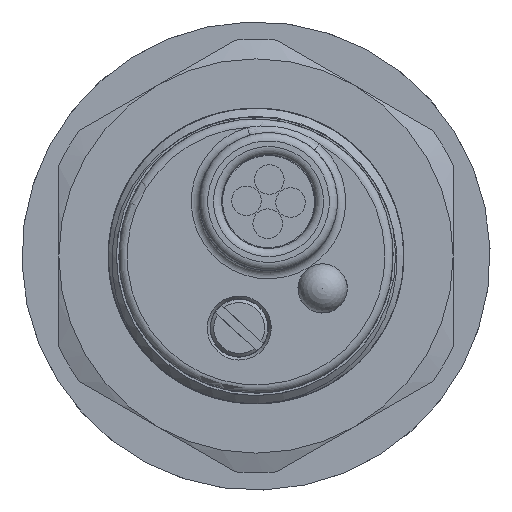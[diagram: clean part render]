
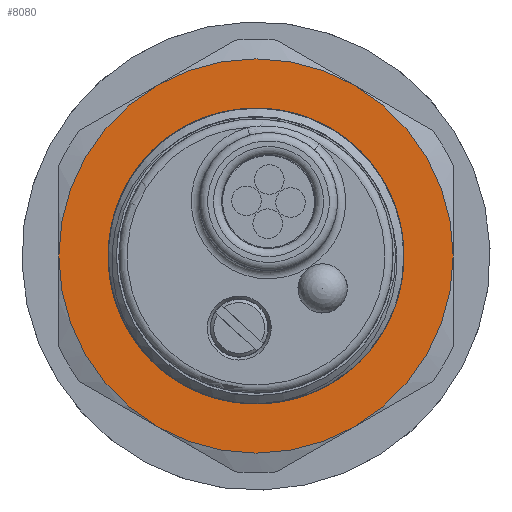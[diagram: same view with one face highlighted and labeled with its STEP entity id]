
A CAD part, front view. The second image highlights one B-rep face of the part: STEP entity #8080.
In plain terms, the highlighted face is planar.
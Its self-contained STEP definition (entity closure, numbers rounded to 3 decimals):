
#3057=ORIENTED_EDGE('',*,*,#4557,.T.);
#3058=ORIENTED_EDGE('',*,*,#4558,.T.);
#3059=ORIENTED_EDGE('',*,*,#4559,.T.);
#3060=ORIENTED_EDGE('',*,*,#4560,.T.);
#3061=ORIENTED_EDGE('',*,*,#4561,.T.);
#3062=ORIENTED_EDGE('',*,*,#4562,.T.);
#3063=ORIENTED_EDGE('',*,*,#4563,.T.);
#4557=EDGE_CURVE('',#5445,#5445,#5891,.F.);
#4558=EDGE_CURVE('',#5412,#5418,#5892,.T.);
#4559=EDGE_CURVE('',#5418,#5424,#5893,.T.);
#4560=EDGE_CURVE('',#5424,#5430,#5894,.T.);
#4561=EDGE_CURVE('',#5430,#5436,#5895,.T.);
#4562=EDGE_CURVE('',#5436,#5442,#5896,.T.);
#4563=EDGE_CURVE('',#5442,#5412,#5897,.T.);
#5412=VERTEX_POINT('',#19909);
#5418=VERTEX_POINT('',#19934);
#5424=VERTEX_POINT('',#19959);
#5430=VERTEX_POINT('',#19984);
#5436=VERTEX_POINT('',#20009);
#5442=VERTEX_POINT('',#20034);
#5445=VERTEX_POINT('',#20048);
#5891=CIRCLE('',#10098,8.959);
#5892=CIRCLE('',#10099,12.);
#5893=CIRCLE('',#10100,12.);
#5894=CIRCLE('',#10101,12.);
#5895=CIRCLE('',#10102,12.);
#5896=CIRCLE('',#10103,12.);
#5897=CIRCLE('',#10104,12.);
#6516=EDGE_LOOP('',(#3057));
#6517=EDGE_LOOP('',(#3058,#3059,#3060,#3061,#3062,#3063));
#7206=FACE_BOUND('',#6516,.T.);
#7207=FACE_BOUND('',#6517,.T.);
#7676=PLANE('',#10097);
#8080=ADVANCED_FACE('',(#7206,#7207),#7676,.T.);
#10097=AXIS2_PLACEMENT_3D('',#20046,#11989,#11990);
#10098=AXIS2_PLACEMENT_3D('',#20047,#11991,#11992);
#10099=AXIS2_PLACEMENT_3D('',#20049,#11993,#11994);
#10100=AXIS2_PLACEMENT_3D('',#20050,#11995,#11996);
#10101=AXIS2_PLACEMENT_3D('',#20051,#11997,#11998);
#10102=AXIS2_PLACEMENT_3D('',#20052,#11999,#12000);
#10103=AXIS2_PLACEMENT_3D('',#20053,#12001,#12002);
#10104=AXIS2_PLACEMENT_3D('',#20054,#12003,#12004);
#11989=DIRECTION('',(0.,1.,0.));
#11990=DIRECTION('',(0.,0.,1.));
#11991=DIRECTION('',(0.,1.,0.));
#11992=DIRECTION('',(0.,0.,1.));
#11993=DIRECTION('',(0.,1.,0.));
#11994=DIRECTION('',(0.,0.,1.));
#11995=DIRECTION('',(0.,1.,0.));
#11996=DIRECTION('',(0.,0.,1.));
#11997=DIRECTION('',(0.,1.,0.));
#11998=DIRECTION('',(0.,0.,1.));
#11999=DIRECTION('',(0.,1.,0.));
#12000=DIRECTION('',(0.,0.,1.));
#12001=DIRECTION('',(0.,1.,0.));
#12002=DIRECTION('',(0.,0.,1.));
#12003=DIRECTION('',(0.,1.,0.));
#12004=DIRECTION('',(0.,0.,1.));
#19909=CARTESIAN_POINT('',(-6.,3.,10.392));
#19934=CARTESIAN_POINT('',(6.,3.,10.392));
#19959=CARTESIAN_POINT('',(12.,3.,0.));
#19984=CARTESIAN_POINT('',(6.,3.,-10.392));
#20009=CARTESIAN_POINT('',(-6.,3.,-10.392));
#20034=CARTESIAN_POINT('',(-12.,3.,0.));
#20046=CARTESIAN_POINT('',(0.,3.,0.));
#20047=CARTESIAN_POINT('',(0.,3.,0.));
#20048=CARTESIAN_POINT('',(0.,3.,8.959));
#20049=CARTESIAN_POINT('',(0.,3.,0.));
#20050=CARTESIAN_POINT('',(0.,3.,0.));
#20051=CARTESIAN_POINT('',(0.,3.,0.));
#20052=CARTESIAN_POINT('',(0.,3.,0.));
#20053=CARTESIAN_POINT('',(0.,3.,0.));
#20054=CARTESIAN_POINT('',(0.,3.,0.));
